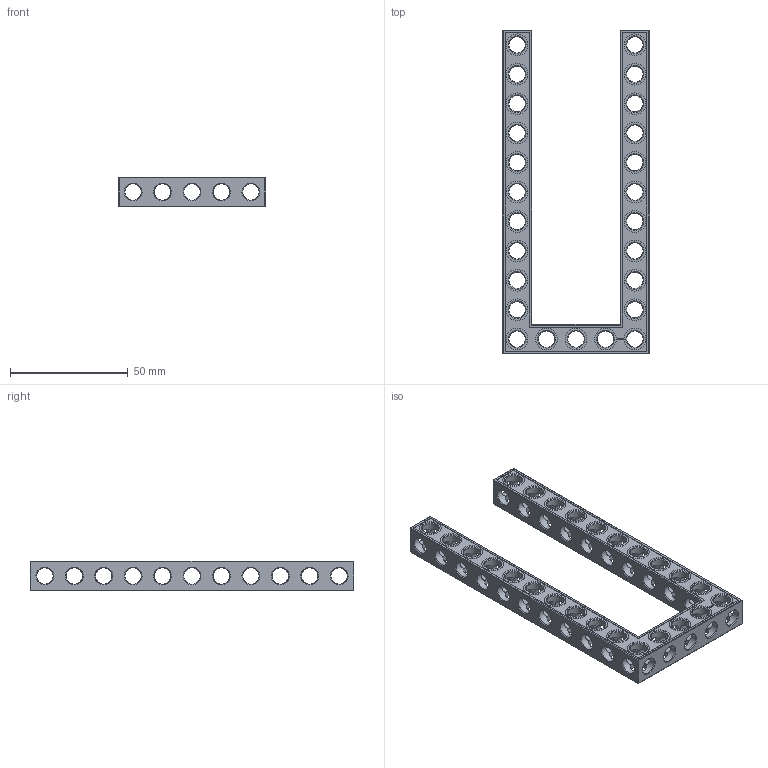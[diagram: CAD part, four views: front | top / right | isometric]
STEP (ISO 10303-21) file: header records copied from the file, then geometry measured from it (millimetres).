
FILE_DESCRIPTION(('FreeCAD Model'),'2;1');
FILE_NAME('Open CASCADE Shape Model','2022-02-23T17:42:55',( 'Paulo Kiefe'),('STEMFIE.org'),'Open CASCADE STEP processor 7.5', 'FreeCAD','Unknown');
FILE_SCHEMA(('AUTOMOTIVE_DESIGN { 1 0 10303 214 1 1 1 1 }'));
Products named in the file (1): Beam AGD ESS USH SYM BU05x11x01 - SPN-BEM-0348 (stemfie.org)
Bounding box: 62.5 x 137.5 x 12.5 mm (x, y, z)
Volume: 24433.3 mm3; surface area: 21885 mm2
Topology: 1 solids, 1 shells, 830 faces, 2457 edges, 1589 vertices
Faces by surface type: plane 407, extrusion 170, cylinder 151, cone 102
Full cylindrical faces by diameter (mm): 6.98 x24, 7 x102, 9.2 x25
Entity records: 164460 total; most frequent: CARTESIAN_POINT 118540, DIRECTION 7327, VECTOR 4964, ORIENTED_EDGE 4914, PCURVE 4914, DEFINITIONAL_REPRESENTATION 4914, LINE 4794, EDGE_CURVE 2457
